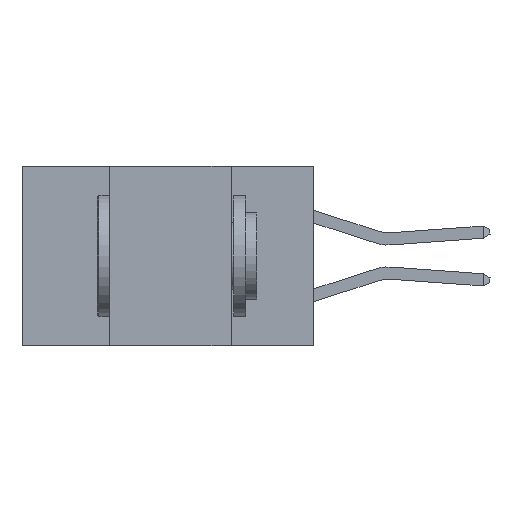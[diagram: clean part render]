
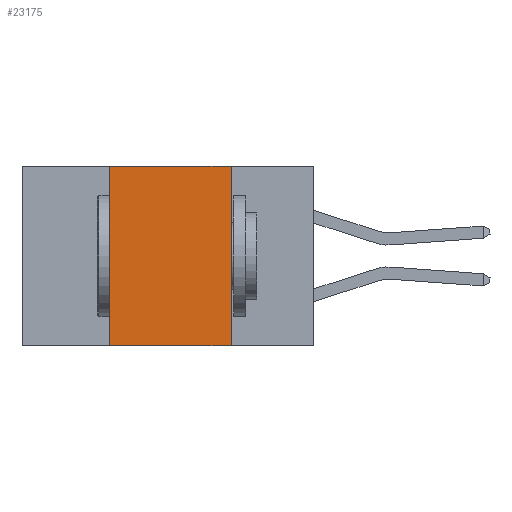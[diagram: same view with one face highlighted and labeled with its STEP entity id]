
A CAD part, left-side view. The second image highlights one B-rep face of the part: STEP entity #23175.
In plain terms, the highlighted planar face has unit normal (-1, 0, 0).
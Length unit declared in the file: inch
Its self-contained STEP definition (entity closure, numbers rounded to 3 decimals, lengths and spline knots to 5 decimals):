
#237 = ORIENTED_EDGE ( 'NONE', *, *, #22051, .T. ) ;
#449 = ORIENTED_EDGE ( 'NONE', *, *, #29831, .F. ) ;
#522 = VERTEX_POINT ( 'NONE', #27248 ) ;
#1767 = DIRECTION ( 'NONE',  ( 1., 0., 0. ) ) ;
#4030 = CARTESIAN_POINT ( 'NONE',  ( 0., 0.6, -0.37 ) ) ;
#5228 = CARTESIAN_POINT ( 'NONE',  ( 0., 0.17, 0. ) ) ;
#6069 = DIRECTION ( 'NONE',  ( 0., 0., -1. ) ) ;
#6283 = CARTESIAN_POINT ( 'NONE',  ( 0., 0.6, 0. ) ) ;
#6770 = VERTEX_POINT ( 'NONE', #28756 ) ;
#6878 = VERTEX_POINT ( 'NONE', #5228 ) ;
#7035 = PLANE ( 'NONE',  #14888 ) ;
#7340 = EDGE_CURVE ( 'NONE', #6878, #522, #33647, .T. ) ;
#7938 = DIRECTION ( 'NONE',  ( 0., -1., 0. ) ) ;
#8719 = VECTOR ( 'NONE', #11544, 39.37008 ) ;
#10153 = FACE_OUTER_BOUND ( 'NONE', #27398, .T. ) ;
#11463 = EDGE_CURVE ( 'NONE', #6770, #6878, #28294, .T. ) ;
#11516 = VECTOR ( 'NONE', #6069, 39.37008 ) ;
#11544 = DIRECTION ( 'NONE',  ( 0., 0., 1. ) ) ;
#12421 = ORIENTED_EDGE ( 'NONE', *, *, #7340, .F. ) ;
#14888 = AXIS2_PLACEMENT_3D ( 'NONE', #37265, #1767, #22523 ) ;
#15983 = CARTESIAN_POINT ( 'NONE',  ( 0., 0.42, -0.37 ) ) ;
#16555 = LINE ( 'NONE', #23369, #8719 ) ;
#20114 = VERTEX_POINT ( 'NONE', #15983 ) ;
#20438 = VECTOR ( 'NONE', #27588, 39.37008 ) ;
#20859 = LINE ( 'NONE', #4030, #25017 ) ;
#22051 = EDGE_CURVE ( 'NONE', #20114, #522, #20859, .T. ) ;
#22523 = DIRECTION ( 'NONE',  ( 0., 0., -1. ) ) ;
#23175 = ADVANCED_FACE ( 'NONE', ( #10153 ), #7035, .F. ) ;
#23369 = CARTESIAN_POINT ( 'NONE',  ( 0., 0.42, 0. ) ) ;
#23471 = ORIENTED_EDGE ( 'NONE', *, *, #11463, .F. ) ;
#25017 = VECTOR ( 'NONE', #7938, 39.37008 ) ;
#27248 = CARTESIAN_POINT ( 'NONE',  ( 0., 0.17, -0.37 ) ) ;
#27398 = EDGE_LOOP ( 'NONE', ( #12421, #23471, #449, #237 ) ) ;
#27588 = DIRECTION ( 'NONE',  ( 0., -1., 0. ) ) ;
#28294 = LINE ( 'NONE', #6283, #20438 ) ;
#28756 = CARTESIAN_POINT ( 'NONE',  ( 0., 0.42, 0. ) ) ;
#29831 = EDGE_CURVE ( 'NONE', #20114, #6770, #16555, .T. ) ;
#33647 = LINE ( 'NONE', #38283, #11516 ) ;
#37265 = CARTESIAN_POINT ( 'NONE',  ( 0., 0.6, 0. ) ) ;
#38283 = CARTESIAN_POINT ( 'NONE',  ( 0., 0.17, 0. ) ) ;
